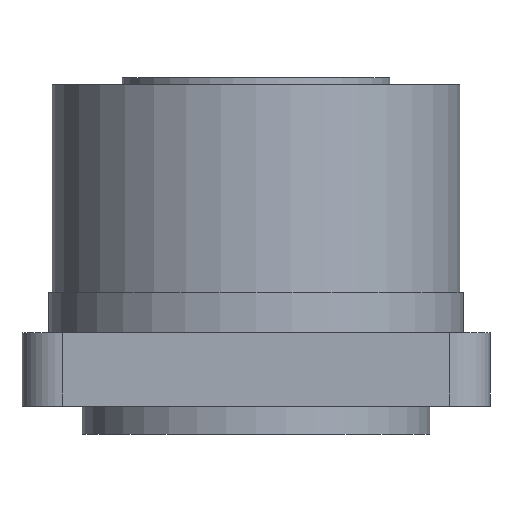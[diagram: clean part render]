
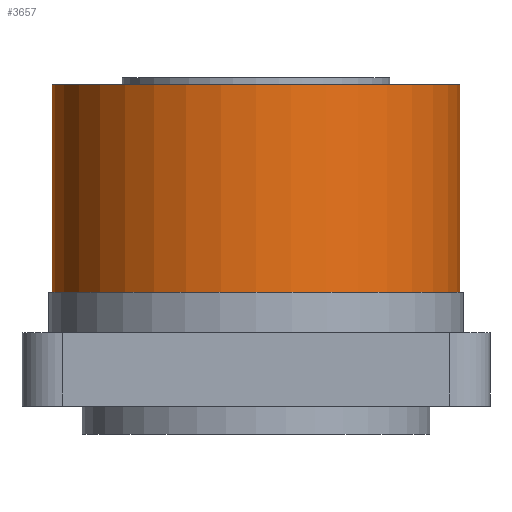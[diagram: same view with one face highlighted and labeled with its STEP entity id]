
A CAD part, front view. The second image highlights one B-rep face of the part: STEP entity #3657.
In plain terms, the highlighted cylindrical face has radius 15.25 mm (diameter 30.5 mm), a full revolution.
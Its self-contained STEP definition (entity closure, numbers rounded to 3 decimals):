
#260=FACE_OUTER_BOUND('',#470,.T.);
#470=EDGE_LOOP('',(#3247,#3248,#3249,#3250));
#531=CIRCLE('',#3901,15.25);
#532=CIRCLE('',#3902,15.25);
#1048=LINE('',#16791,#1213);
#1213=VECTOR('',#4520,15.25);
#1591=VERTEX_POINT('',#16788);
#1592=VERTEX_POINT('',#16790);
#2153=EDGE_CURVE('',#1591,#1591,#531,.T.);
#2154=EDGE_CURVE('',#1591,#1592,#1048,.T.);
#2155=EDGE_CURVE('',#1592,#1592,#532,.T.);
#3247=ORIENTED_EDGE('',*,*,#2153,.F.);
#3248=ORIENTED_EDGE('',*,*,#2154,.T.);
#3249=ORIENTED_EDGE('',*,*,#2155,.F.);
#3250=ORIENTED_EDGE('',*,*,#2154,.F.);
#3463=CYLINDRICAL_SURFACE('',#3900,15.25);
#3657=ADVANCED_FACE('',(#260),#3463,.T.);
#3900=AXIS2_PLACEMENT_3D('',#16787,#4516,#4517);
#3901=AXIS2_PLACEMENT_3D('',#16789,#4518,#4519);
#3902=AXIS2_PLACEMENT_3D('',#16792,#4521,#4522);
#4516=DIRECTION('center_axis',(0.,0.,1.));
#4517=DIRECTION('ref_axis',(-1.,0.,0.));
#4518=DIRECTION('center_axis',(0.,0.,1.));
#4519=DIRECTION('ref_axis',(-1.,0.,0.));
#4520=DIRECTION('',(0.,0.,-1.));
#4521=DIRECTION('center_axis',(0.,0.,-1.));
#4522=DIRECTION('ref_axis',(-1.,0.,0.));
#16787=CARTESIAN_POINT('Origin',(17.5,17.5,8.5));
#16788=CARTESIAN_POINT('',(32.75,17.5,24.05));
#16789=CARTESIAN_POINT('Origin',(17.5,17.5,24.05));
#16790=CARTESIAN_POINT('',(32.75,17.5,8.5));
#16791=CARTESIAN_POINT('',(32.75,17.5,8.5));
#16792=CARTESIAN_POINT('Origin',(17.5,17.5,8.5));
